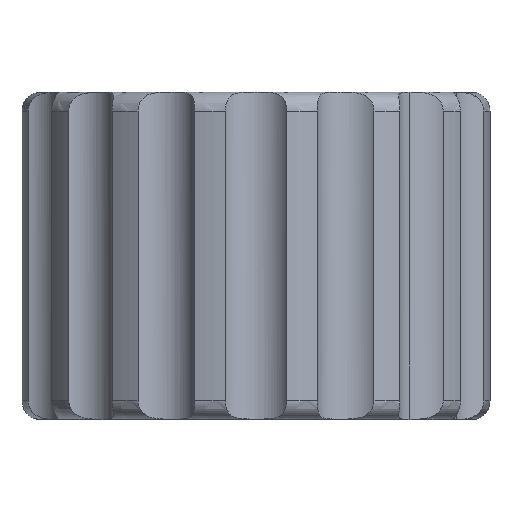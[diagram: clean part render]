
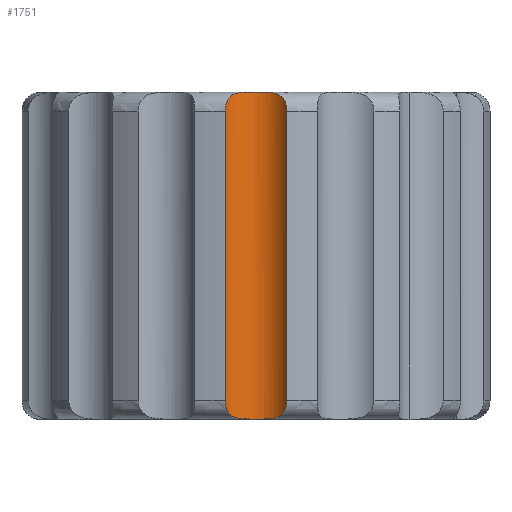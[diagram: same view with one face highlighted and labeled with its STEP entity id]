
A CAD part, top view. The second image highlights one B-rep face of the part: STEP entity #1751.
In plain terms, the highlighted cylindrical face has radius 1 mm (diameter 2 mm), a partial arc.
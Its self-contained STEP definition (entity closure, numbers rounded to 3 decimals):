
#368=CARTESIAN_POINT('',(0.068,-4.572,12.116));
#369=VERTEX_POINT('',#368);
#377=CARTESIAN_POINT('',(-0.068,-4.572,12.116));
#378=VERTEX_POINT('',#377);
#379=CARTESIAN_POINT('',(0.,-4.572,13.114));
#380=DIRECTION('',(-0.,1.,0.));
#381=DIRECTION('',(1.,0.,0.));
#382=AXIS2_PLACEMENT_3D('',#379,#380,#381);
#383=CIRCLE('',#382,1.);
#384=EDGE_CURVE('',#369,#378,#383,.T.);
#1016=CARTESIAN_POINT('',(-0.068,4.428,12.116));
#1017=VERTEX_POINT('',#1016);
#1025=CARTESIAN_POINT('',(0.068,4.428,12.116));
#1026=VERTEX_POINT('',#1025);
#1027=CARTESIAN_POINT('',(0.,4.428,13.114));
#1028=DIRECTION('',(0.,-1.,-0.));
#1029=DIRECTION('',(1.,0.,0.));
#1030=AXIS2_PLACEMENT_3D('',#1027,#1028,#1029);
#1031=CIRCLE('',#1030,1.);
#1032=EDGE_CURVE('',#1017,#1026,#1031,.T.);
#1636=CARTESIAN_POINT('',(0.846,3.908,12.581));
#1637=VERTEX_POINT('',#1636);
#1638=CARTESIAN_POINT('',(0.846,-4.052,12.581));
#1639=VERTEX_POINT('',#1638);
#1640=CARTESIAN_POINT('',(0.846,3.908,12.581));
#1641=DIRECTION('',(-0.,-1.,-0.));
#1642=VECTOR('',#1641,7.96);
#1643=LINE('',#1640,#1642);
#1644=EDGE_CURVE('',#1637,#1639,#1643,.T.);
#1664=CARTESIAN_POINT('',(0.,-4.572,13.114));
#1665=DIRECTION('',(-0.,1.,0.));
#1666=DIRECTION('',(1.,0.,0.));
#1667=AXIS2_PLACEMENT_3D('',#1664,#1665,#1666);
#1668=CYLINDRICAL_SURFACE('',#1667,1.);
#1669=ORIENTED_EDGE('',*,*,#384,.F.);
#1670=CARTESIAN_POINT('',(0.068,-4.572,12.116));
#1671=CARTESIAN_POINT('',(0.17,-4.572,12.123));
#1672=CARTESIAN_POINT('',(0.268,-4.573,12.145));
#1673=CARTESIAN_POINT('',(0.363,-4.567,12.182));
#1674=CARTESIAN_POINT('',(0.457,-4.561,12.219));
#1675=CARTESIAN_POINT('',(0.546,-4.547,12.27));
#1676=CARTESIAN_POINT('',(0.621,-4.512,12.33));
#1677=CARTESIAN_POINT('',(0.695,-4.476,12.389));
#1678=CARTESIAN_POINT('',(0.754,-4.418,12.454));
#1679=CARTESIAN_POINT('',(0.792,-4.337,12.503));
#1680=CARTESIAN_POINT('',(0.81,-4.296,12.527));
#1681=CARTESIAN_POINT('',(0.824,-4.251,12.547));
#1682=CARTESIAN_POINT('',(0.833,-4.203,12.56));
#1683=CARTESIAN_POINT('',(0.842,-4.155,12.574));
#1684=CARTESIAN_POINT('',(0.846,-4.103,12.581));
#1685=CARTESIAN_POINT('',(0.846,-4.052,12.581));
#1686=B_SPLINE_CURVE_WITH_KNOTS('',3,(#1670,#1671,#1672,#1673,#1674,#1675,#1676,#1677,#1678,#1679,#1680,#1681,#1682,#1683,#1684,#1685),.UNSPECIFIED.,.F.,.F.,(4,3,3,3,3,4),(0.,0.,0.001,0.001,0.001,0.001),.UNSPECIFIED.);
#1687=EDGE_CURVE('',#369,#1639,#1686,.T.);
#1688=ORIENTED_EDGE('',*,*,#1687,.T.);
#1689=ORIENTED_EDGE('',*,*,#1644,.F.);
#1690=CARTESIAN_POINT('',(0.846,3.908,12.581));
#1691=CARTESIAN_POINT('',(0.846,4.011,12.581));
#1692=CARTESIAN_POINT('',(0.83,4.111,12.552));
#1693=CARTESIAN_POINT('',(0.792,4.192,12.503));
#1694=CARTESIAN_POINT('',(0.754,4.274,12.454));
#1695=CARTESIAN_POINT('',(0.695,4.332,12.389));
#1696=CARTESIAN_POINT('',(0.62,4.367,12.329));
#1697=CARTESIAN_POINT('',(0.545,4.403,12.27));
#1698=CARTESIAN_POINT('',(0.457,4.416,12.218));
#1699=CARTESIAN_POINT('',(0.362,4.422,12.182));
#1700=CARTESIAN_POINT('',(0.268,4.429,12.145));
#1701=CARTESIAN_POINT('',(0.17,4.428,12.123));
#1702=CARTESIAN_POINT('',(0.068,4.428,12.116));
#1703=B_SPLINE_CURVE_WITH_KNOTS('',3,(#1690,#1691,#1692,#1693,#1694,#1695,#1696,#1697,#1698,#1699,#1700,#1701,#1702),.UNSPECIFIED.,.F.,.F.,(4,3,3,3,4),(0.,0.,0.001,0.001,0.001),.UNSPECIFIED.);
#1704=EDGE_CURVE('',#1637,#1026,#1703,.T.);
#1705=ORIENTED_EDGE('',*,*,#1704,.T.);
#1706=ORIENTED_EDGE('',*,*,#1032,.F.);
#1707=CARTESIAN_POINT('',(-0.846,3.908,12.581));
#1708=VERTEX_POINT('',#1707);
#1709=CARTESIAN_POINT('',(-0.068,4.428,12.116));
#1710=CARTESIAN_POINT('',(-0.17,4.428,12.123));
#1711=CARTESIAN_POINT('',(-0.268,4.429,12.145));
#1712=CARTESIAN_POINT('',(-0.363,4.422,12.182));
#1713=CARTESIAN_POINT('',(-0.457,4.416,12.219));
#1714=CARTESIAN_POINT('',(-0.546,4.402,12.27));
#1715=CARTESIAN_POINT('',(-0.621,4.367,12.33));
#1716=CARTESIAN_POINT('',(-0.695,4.332,12.389));
#1717=CARTESIAN_POINT('',(-0.754,4.274,12.454));
#1718=CARTESIAN_POINT('',(-0.792,4.193,12.503));
#1719=CARTESIAN_POINT('',(-0.829,4.111,12.552));
#1720=CARTESIAN_POINT('',(-0.846,4.011,12.581));
#1721=CARTESIAN_POINT('',(-0.846,3.908,12.581));
#1722=B_SPLINE_CURVE_WITH_KNOTS('',3,(#1709,#1710,#1711,#1712,#1713,#1714,#1715,#1716,#1717,#1718,#1719,#1720,#1721),.UNSPECIFIED.,.F.,.F.,(4,3,3,3,4),(0.,0.,0.001,0.001,0.001),.UNSPECIFIED.);
#1723=EDGE_CURVE('',#1017,#1708,#1722,.T.);
#1724=ORIENTED_EDGE('',*,*,#1723,.T.);
#1725=CARTESIAN_POINT('',(-0.846,-4.052,12.581));
#1726=VERTEX_POINT('',#1725);
#1727=CARTESIAN_POINT('',(-0.846,-4.052,12.581));
#1728=DIRECTION('',(0.,1.,0.));
#1729=VECTOR('',#1728,7.96);
#1730=LINE('',#1727,#1729);
#1731=EDGE_CURVE('',#1726,#1708,#1730,.T.);
#1732=ORIENTED_EDGE('',*,*,#1731,.F.);
#1733=CARTESIAN_POINT('',(-0.846,-4.052,12.581));
#1734=CARTESIAN_POINT('',(-0.846,-4.155,12.581));
#1735=CARTESIAN_POINT('',(-0.83,-4.255,12.552));
#1736=CARTESIAN_POINT('',(-0.792,-4.337,12.503));
#1737=CARTESIAN_POINT('',(-0.754,-4.418,12.454));
#1738=CARTESIAN_POINT('',(-0.695,-4.476,12.389));
#1739=CARTESIAN_POINT('',(-0.62,-4.512,12.329));
#1740=CARTESIAN_POINT('',(-0.545,-4.547,12.27));
#1741=CARTESIAN_POINT('',(-0.457,-4.561,12.218));
#1742=CARTESIAN_POINT('',(-0.362,-4.567,12.182));
#1743=CARTESIAN_POINT('',(-0.268,-4.573,12.145));
#1744=CARTESIAN_POINT('',(-0.17,-4.572,12.123));
#1745=CARTESIAN_POINT('',(-0.068,-4.572,12.116));
#1746=B_SPLINE_CURVE_WITH_KNOTS('',3,(#1733,#1734,#1735,#1736,#1737,#1738,#1739,#1740,#1741,#1742,#1743,#1744,#1745),.UNSPECIFIED.,.F.,.F.,(4,3,3,3,4),(0.,0.,0.001,0.001,0.001),.UNSPECIFIED.);
#1747=EDGE_CURVE('',#1726,#378,#1746,.T.);
#1748=ORIENTED_EDGE('',*,*,#1747,.T.);
#1749=EDGE_LOOP('',(#1669,#1688,#1689,#1705,#1706,#1724,#1732,#1748));
#1750=FACE_BOUND('',#1749,.T.);
#1751=ADVANCED_FACE('',(#1750),#1668,.F.);
